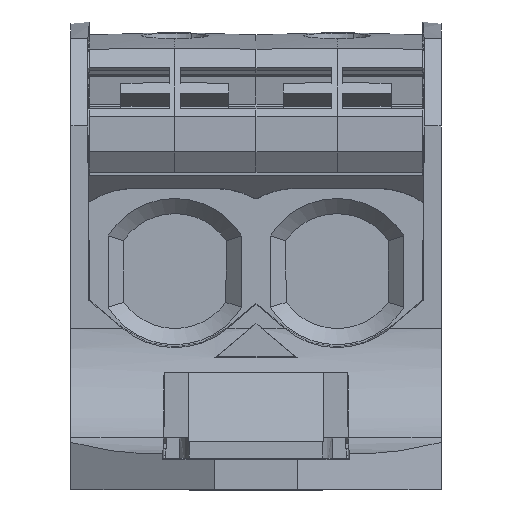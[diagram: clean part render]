
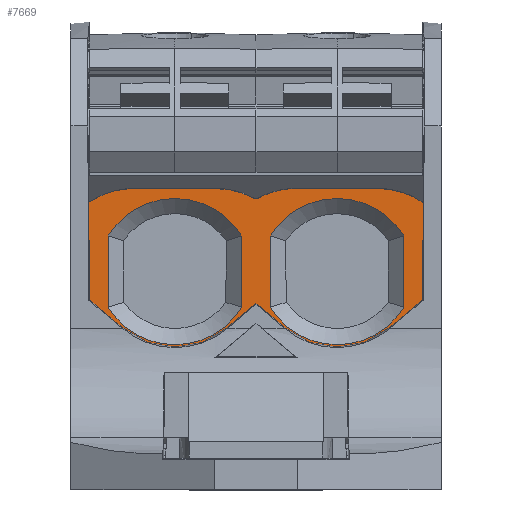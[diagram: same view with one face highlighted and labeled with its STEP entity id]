
A CAD part, front view. The second image highlights one B-rep face of the part: STEP entity #7669.
In plain terms, the highlighted planar face has unit normal (0, -1, 0).
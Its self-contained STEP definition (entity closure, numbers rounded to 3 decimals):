
#3413=AXIS2_PLACEMENT_3D('Circle Axis2P3D',#3411,#3412,$) ;
#3501=AXIS2_PLACEMENT_3D('Circle Axis2P3D',#3499,#3500,$) ;
#3575=AXIS2_PLACEMENT_3D('Circle Axis2P3D',#3573,#3574,$) ;
#3599=AXIS2_PLACEMENT_3D('Circle Axis2P3D',#3597,#3598,$) ;
#3662=AXIS2_PLACEMENT_3D('Circle Axis2P3D',#3660,#3661,$) ;
#3730=AXIS2_PLACEMENT_3D('Circle Axis2P3D',#3728,#3729,$) ;
#3774=AXIS2_PLACEMENT_3D('Circle Axis2P3D',#3772,#3773,$) ;
#3843=AXIS2_PLACEMENT_3D('Circle Axis2P3D',#3841,#3842,$) ;
#3931=AXIS2_PLACEMENT_3D('Circle Axis2P3D',#3929,#3930,$) ;
#4012=AXIS2_PLACEMENT_3D('Plane Axis2P3D',#4009,#4010,#4011) ;
#4800=AXIS2_PLACEMENT_3D('Circle Axis2P3D',#4798,#4799,$) ;
#7602=AXIS2_PLACEMENT_3D('Circle Axis2P3D',#7600,#7601,$) ;
#7623=AXIS2_PLACEMENT_3D('Circle Axis2P3D',#7621,#7622,$) ;
#1966=CARTESIAN_POINT('Vertex',(33.877,22.075,27.629)) ;
#1969=CARTESIAN_POINT('Line Origine',(33.852,22.075,22.958)) ;
#1973=CARTESIAN_POINT('Vertex',(33.828,22.075,18.287)) ;
#3411=CARTESIAN_POINT('Axis2P3D Location',(6.,22.075,21.5)) ;
#3415=CARTESIAN_POINT('Vertex',(3.333,22.075,28.482)) ;
#3417=CARTESIAN_POINT('Vertex',(6.,22.075,28.974)) ;
#3452=CARTESIAN_POINT('Line Origine',(10.,22.075,28.974)) ;
#3456=CARTESIAN_POINT('Vertex',(14.,22.075,28.974)) ;
#3487=CARTESIAN_POINT('Vertex',(17.562,22.075,28.071)) ;
#3499=CARTESIAN_POINT('Axis2P3D Location',(14.,22.075,21.5)) ;
#3534=CARTESIAN_POINT('Vertex',(18.038,22.075,28.071)) ;
#3547=CARTESIAN_POINT('Control Point',(17.562,22.075,28.071)) ;
#3548=CARTESIAN_POINT('Control Point',(17.671,22.075,28.011)) ;
#3549=CARTESIAN_POINT('Control Point',(17.8,22.075,27.988)) ;
#3550=CARTESIAN_POINT('Control Point',(17.929,22.075,28.011)) ;
#3551=CARTESIAN_POINT('Control Point',(18.038,22.075,28.071)) ;
#3573=CARTESIAN_POINT('Axis2P3D Location',(21.6,22.075,21.5)) ;
#3577=CARTESIAN_POINT('Vertex',(19.638,22.075,28.712)) ;
#3597=CARTESIAN_POINT('Axis2P3D Location',(21.6,22.075,21.5)) ;
#3601=CARTESIAN_POINT('Vertex',(21.6,22.075,28.974)) ;
#3629=CARTESIAN_POINT('Line Origine',(25.6,22.075,28.974)) ;
#3633=CARTESIAN_POINT('Vertex',(29.6,22.075,28.974)) ;
#3660=CARTESIAN_POINT('Axis2P3D Location',(10.,22.075,20.5)) ;
#3664=CARTESIAN_POINT('Vertex',(3.571,22.075,24.418)) ;
#3666=CARTESIAN_POINT('Vertex',(16.429,22.075,24.418)) ;
#3693=CARTESIAN_POINT('Line Origine',(3.571,22.075,21.)) ;
#3697=CARTESIAN_POINT('Vertex',(3.571,22.075,17.582)) ;
#3725=CARTESIAN_POINT('Vertex',(16.429,22.075,17.582)) ;
#3728=CARTESIAN_POINT('Axis2P3D Location',(10.,22.075,21.5)) ;
#3745=CARTESIAN_POINT('Line Origine',(16.429,22.075,21.)) ;
#3767=CARTESIAN_POINT('Vertex',(32.029,22.075,24.418)) ;
#3772=CARTESIAN_POINT('Axis2P3D Location',(25.6,22.075,20.5)) ;
#3776=CARTESIAN_POINT('Vertex',(19.171,22.075,24.418)) ;
#3814=CARTESIAN_POINT('Vertex',(19.171,22.075,17.582)) ;
#3824=CARTESIAN_POINT('Line Origine',(19.171,22.075,21.)) ;
#3841=CARTESIAN_POINT('Axis2P3D Location',(25.6,22.075,21.5)) ;
#3845=CARTESIAN_POINT('Vertex',(32.029,22.075,17.582)) ;
#3876=CARTESIAN_POINT('Line Origine',(32.029,22.075,21.)) ;
#3929=CARTESIAN_POINT('Axis2P3D Location',(29.6,22.075,21.5)) ;
#4009=CARTESIAN_POINT('Axis2P3D Location',(32.6,22.075,13.)) ;
#4795=CARTESIAN_POINT('Vertex',(1.723,22.075,27.629)) ;
#4798=CARTESIAN_POINT('Axis2P3D Location',(6.,22.075,21.5)) ;
#7591=CARTESIAN_POINT('Line Origine',(3.395,22.075,16.925)) ;
#7595=CARTESIAN_POINT('Vertex',(1.772,22.075,18.287)) ;
#7597=CARTESIAN_POINT('Vertex',(5.018,22.075,15.563)) ;
#7600=CARTESIAN_POINT('Axis2P3D Location',(10.,22.075,21.5)) ;
#7604=CARTESIAN_POINT('Vertex',(14.982,22.075,15.563)) ;
#7607=CARTESIAN_POINT('Line Origine',(16.391,22.075,16.746)) ;
#7611=CARTESIAN_POINT('Vertex',(17.8,22.075,17.928)) ;
#7614=CARTESIAN_POINT('Line Origine',(19.209,22.075,16.746)) ;
#7618=CARTESIAN_POINT('Vertex',(20.618,22.075,15.563)) ;
#7621=CARTESIAN_POINT('Axis2P3D Location',(25.6,22.075,21.5)) ;
#7625=CARTESIAN_POINT('Vertex',(30.582,22.075,15.563)) ;
#7628=CARTESIAN_POINT('Line Origine',(32.205,22.075,16.925)) ;
#7633=CARTESIAN_POINT('Line Origine',(1.748,22.075,22.958)) ;
#1970=DIRECTION('Vector Direction',(-0.005,0.,-1.)) ;
#3412=DIRECTION('Axis2P3D Direction',(0.,-1.,0.)) ;
#3453=DIRECTION('Vector Direction',(1.,0.,0.)) ;
#3500=DIRECTION('Axis2P3D Direction',(0.,-1.,0.)) ;
#3574=DIRECTION('Axis2P3D Direction',(0.,-1.,0.)) ;
#3598=DIRECTION('Axis2P3D Direction',(0.,-1.,0.)) ;
#3630=DIRECTION('Vector Direction',(1.,0.,0.)) ;
#3661=DIRECTION('Axis2P3D Direction',(0.,-1.,0.)) ;
#3694=DIRECTION('Vector Direction',(0.,0.,-1.)) ;
#3729=DIRECTION('Axis2P3D Direction',(0.,-1.,0.)) ;
#3746=DIRECTION('Vector Direction',(0.,0.,1.)) ;
#3773=DIRECTION('Axis2P3D Direction',(0.,-1.,0.)) ;
#3825=DIRECTION('Vector Direction',(0.,0.,1.)) ;
#3842=DIRECTION('Axis2P3D Direction',(0.,-1.,0.)) ;
#3877=DIRECTION('Vector Direction',(0.,0.,-1.)) ;
#3930=DIRECTION('Axis2P3D Direction',(0.,-1.,0.)) ;
#4010=DIRECTION('Axis2P3D Direction',(0.,1.,-0.)) ;
#4011=DIRECTION('Axis2P3D XDirection',(-1.,0.,0.)) ;
#4799=DIRECTION('Axis2P3D Direction',(0.,-1.,0.)) ;
#7592=DIRECTION('Vector Direction',(-0.766,0.,0.643)) ;
#7601=DIRECTION('Axis2P3D Direction',(0.,1.,-0.)) ;
#7608=DIRECTION('Vector Direction',(0.766,0.,0.643)) ;
#7615=DIRECTION('Vector Direction',(-0.766,0.,0.643)) ;
#7622=DIRECTION('Axis2P3D Direction',(0.,1.,-0.)) ;
#7629=DIRECTION('Vector Direction',(0.766,0.,0.643)) ;
#7634=DIRECTION('Vector Direction',(0.005,0.,-1.)) ;
#1971=VECTOR('Line Direction',#1970,1.) ;
#3454=VECTOR('Line Direction',#3453,1.) ;
#3631=VECTOR('Line Direction',#3630,1.) ;
#3695=VECTOR('Line Direction',#3694,1.) ;
#3747=VECTOR('Line Direction',#3746,1.) ;
#3826=VECTOR('Line Direction',#3825,1.) ;
#3878=VECTOR('Line Direction',#3877,1.) ;
#7593=VECTOR('Line Direction',#7592,1.) ;
#7609=VECTOR('Line Direction',#7608,1.) ;
#7616=VECTOR('Line Direction',#7615,1.) ;
#7630=VECTOR('Line Direction',#7629,1.) ;
#7635=VECTOR('Line Direction',#7634,1.) ;
#7639=ORIENTED_EDGE('',*,*,#7599,.T.) ;
#7640=ORIENTED_EDGE('',*,*,#7606,.T.) ;
#7641=ORIENTED_EDGE('',*,*,#7613,.T.) ;
#7642=ORIENTED_EDGE('',*,*,#7620,.T.) ;
#7643=ORIENTED_EDGE('',*,*,#7627,.T.) ;
#7644=ORIENTED_EDGE('',*,*,#7632,.T.) ;
#7645=ORIENTED_EDGE('',*,*,#1975,.T.) ;
#7646=ORIENTED_EDGE('',*,*,#3933,.F.) ;
#7647=ORIENTED_EDGE('',*,*,#3635,.F.) ;
#7648=ORIENTED_EDGE('',*,*,#3603,.F.) ;
#7649=ORIENTED_EDGE('',*,*,#3579,.F.) ;
#7650=ORIENTED_EDGE('',*,*,#3552,.F.) ;
#7651=ORIENTED_EDGE('',*,*,#3503,.F.) ;
#7652=ORIENTED_EDGE('',*,*,#3458,.F.) ;
#7653=ORIENTED_EDGE('',*,*,#3419,.F.) ;
#7654=ORIENTED_EDGE('',*,*,#4802,.F.) ;
#7655=ORIENTED_EDGE('',*,*,#7637,.T.) ;
#7658=ORIENTED_EDGE('',*,*,#3749,.F.) ;
#7659=ORIENTED_EDGE('',*,*,#3732,.T.) ;
#7660=ORIENTED_EDGE('',*,*,#3699,.F.) ;
#7661=ORIENTED_EDGE('',*,*,#3668,.T.) ;
#7664=ORIENTED_EDGE('',*,*,#3880,.T.) ;
#7665=ORIENTED_EDGE('',*,*,#3847,.T.) ;
#7666=ORIENTED_EDGE('',*,*,#3828,.T.) ;
#7667=ORIENTED_EDGE('',*,*,#3778,.T.) ;
#7662=FACE_BOUND('',#7657,.T.) ;
#7668=FACE_BOUND('',#7663,.T.) ;
#7669=ADVANCED_FACE('Koerper.2',(#7656,#7662,#7668),#4013,.F.) ;
#3546=B_SPLINE_CURVE_WITH_KNOTS('',4,(#3547,#3548,#3549,#3550,#3551),.UNSPECIFIED.,.F.,.U.,(5,5),(0.,0.711),.UNSPECIFIED.) ;
#3414=CIRCLE('generated circle',#3413,7.474) ;
#3502=CIRCLE('generated circle',#3501,7.474) ;
#3576=CIRCLE('generated circle',#3575,7.474) ;
#3600=CIRCLE('generated circle',#3599,7.474) ;
#3663=CIRCLE('generated circle',#3662,7.529) ;
#3731=CIRCLE('generated circle',#3730,7.529) ;
#3775=CIRCLE('generated circle',#3774,7.529) ;
#3844=CIRCLE('generated circle',#3843,7.529) ;
#3932=CIRCLE('generated circle',#3931,7.474) ;
#4801=CIRCLE('generated circle',#4800,7.474) ;
#7603=CIRCLE('generated circle',#7602,7.75) ;
#7624=CIRCLE('generated circle',#7623,7.75) ;
#1975=EDGE_CURVE('',#1974,#1967,#1972,.F.) ;
#3419=EDGE_CURVE('',#3416,#3418,#3414,.F.) ;
#3458=EDGE_CURVE('',#3418,#3457,#3455,.T.) ;
#3503=EDGE_CURVE('',#3457,#3488,#3502,.F.) ;
#3552=EDGE_CURVE('',#3488,#3535,#3546,.T.) ;
#3579=EDGE_CURVE('',#3535,#3578,#3576,.F.) ;
#3603=EDGE_CURVE('',#3578,#3602,#3600,.F.) ;
#3635=EDGE_CURVE('',#3602,#3634,#3632,.T.) ;
#3668=EDGE_CURVE('',#3665,#3667,#3663,.F.) ;
#3699=EDGE_CURVE('',#3665,#3698,#3696,.T.) ;
#3732=EDGE_CURVE('',#3726,#3698,#3731,.F.) ;
#3749=EDGE_CURVE('',#3726,#3667,#3748,.T.) ;
#3778=EDGE_CURVE('',#3777,#3768,#3775,.F.) ;
#3828=EDGE_CURVE('',#3815,#3777,#3827,.T.) ;
#3847=EDGE_CURVE('',#3846,#3815,#3844,.F.) ;
#3880=EDGE_CURVE('',#3768,#3846,#3879,.T.) ;
#3933=EDGE_CURVE('',#3634,#1967,#3932,.F.) ;
#4802=EDGE_CURVE('',#4796,#3416,#4801,.F.) ;
#7599=EDGE_CURVE('',#7596,#7598,#7594,.F.) ;
#7606=EDGE_CURVE('',#7598,#7605,#7603,.F.) ;
#7613=EDGE_CURVE('',#7605,#7612,#7610,.T.) ;
#7620=EDGE_CURVE('',#7612,#7619,#7617,.F.) ;
#7627=EDGE_CURVE('',#7619,#7626,#7624,.F.) ;
#7632=EDGE_CURVE('',#7626,#1974,#7631,.T.) ;
#7637=EDGE_CURVE('',#4796,#7596,#7636,.T.) ;
#7638=EDGE_LOOP('',(#7639,#7640,#7641,#7642,#7643,#7644,#7645,#7646,#7647,#7648,#7649,#7650,#7651,#7652,#7653,#7654,#7655)) ;
#7657=EDGE_LOOP('',(#7658,#7659,#7660,#7661)) ;
#7663=EDGE_LOOP('',(#7664,#7665,#7666,#7667)) ;
#7656=FACE_OUTER_BOUND('',#7638,.T.) ;
#1972=LINE('Line',#1969,#1971) ;
#3455=LINE('Line',#3452,#3454) ;
#3632=LINE('Line',#3629,#3631) ;
#3696=LINE('Line',#3693,#3695) ;
#3748=LINE('Line',#3745,#3747) ;
#3827=LINE('Line',#3824,#3826) ;
#3879=LINE('Line',#3876,#3878) ;
#7594=LINE('Line',#7591,#7593) ;
#7610=LINE('Line',#7607,#7609) ;
#7617=LINE('Line',#7614,#7616) ;
#7631=LINE('Line',#7628,#7630) ;
#7636=LINE('Line',#7633,#7635) ;
#4013=PLANE('',#4012) ;
#1967=VERTEX_POINT('',#1966) ;
#1974=VERTEX_POINT('',#1973) ;
#3416=VERTEX_POINT('',#3415) ;
#3418=VERTEX_POINT('',#3417) ;
#3457=VERTEX_POINT('',#3456) ;
#3488=VERTEX_POINT('',#3487) ;
#3535=VERTEX_POINT('',#3534) ;
#3578=VERTEX_POINT('',#3577) ;
#3602=VERTEX_POINT('',#3601) ;
#3634=VERTEX_POINT('',#3633) ;
#3665=VERTEX_POINT('',#3664) ;
#3667=VERTEX_POINT('',#3666) ;
#3698=VERTEX_POINT('',#3697) ;
#3726=VERTEX_POINT('',#3725) ;
#3768=VERTEX_POINT('',#3767) ;
#3777=VERTEX_POINT('',#3776) ;
#3815=VERTEX_POINT('',#3814) ;
#3846=VERTEX_POINT('',#3845) ;
#4796=VERTEX_POINT('',#4795) ;
#7596=VERTEX_POINT('',#7595) ;
#7598=VERTEX_POINT('',#7597) ;
#7605=VERTEX_POINT('',#7604) ;
#7612=VERTEX_POINT('',#7611) ;
#7619=VERTEX_POINT('',#7618) ;
#7626=VERTEX_POINT('',#7625) ;
